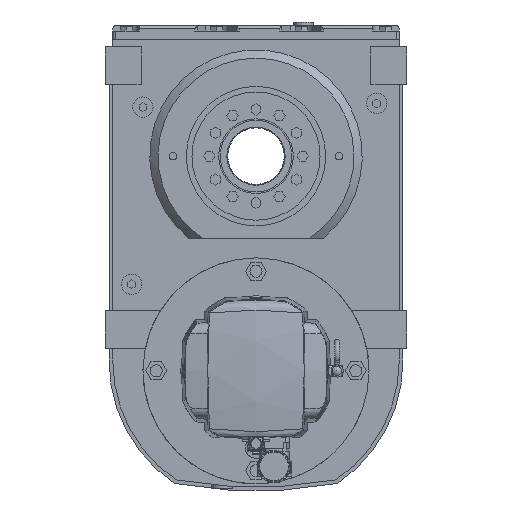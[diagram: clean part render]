
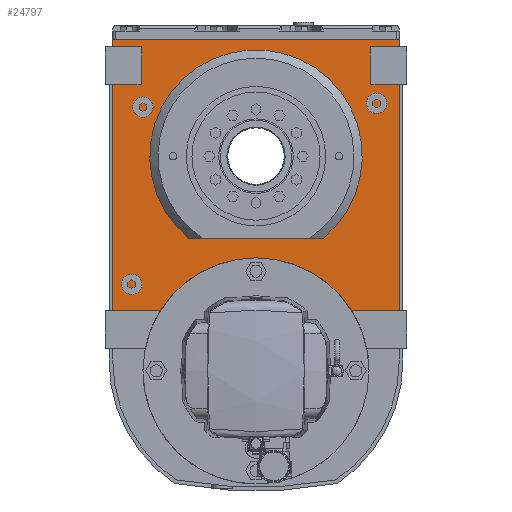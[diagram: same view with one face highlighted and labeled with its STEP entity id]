
A CAD part, left-side view. The second image highlights one B-rep face of the part: STEP entity #24797.
In plain terms, the highlighted planar face has unit normal (-1, 0, 0).
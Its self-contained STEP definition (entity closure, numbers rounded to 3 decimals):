
#1099=FACE_BOUND('',#4101,.T.);
#1584=PLANE('',#26630);
#2564=FACE_OUTER_BOUND('',#4100,.T.);
#4100=EDGE_LOOP('',(#19281,#19282,#19283,#19284,#19285,#19286,#19287,#19288,
#19289,#19290,#19291,#19292,#19293,#19294));
#4101=EDGE_LOOP('',(#19295,#19296));
#6150=LINE('',#38745,#8241);
#6172=LINE('',#38788,#8263);
#6173=LINE('',#38790,#8264);
#6174=LINE('',#38792,#8265);
#6175=LINE('',#38794,#8266);
#6176=LINE('',#38796,#8267);
#6177=LINE('',#38798,#8268);
#6178=LINE('',#38800,#8269);
#6179=LINE('',#38802,#8270);
#6180=LINE('',#38804,#8271);
#6181=LINE('',#38806,#8272);
#6182=LINE('',#38807,#8273);
#6183=LINE('',#38808,#8274);
#6184=LINE('',#38809,#8275);
#8241=VECTOR('',#30971,0.2);
#8263=VECTOR('',#31001,0.2);
#8264=VECTOR('',#31002,0.2);
#8265=VECTOR('',#31003,0.2);
#8266=VECTOR('',#31004,0.2);
#8267=VECTOR('',#31005,0.2);
#8268=VECTOR('',#31006,0.2);
#8269=VECTOR('',#31007,0.2);
#8270=VECTOR('',#31008,0.2);
#8271=VECTOR('',#31009,0.2);
#8272=VECTOR('',#31010,0.2);
#8273=VECTOR('',#31011,0.2);
#8274=VECTOR('',#31012,0.2);
#8275=VECTOR('',#31013,0.2);
#9480=CIRCLE('',#26566,30.);
#9486=CIRCLE('',#26574,28.2);
#11113=VERTEX_POINT('',#38490);
#11114=VERTEX_POINT('',#38492);
#11123=VERTEX_POINT('',#38514);
#11124=VERTEX_POINT('',#38518);
#11219=VERTEX_POINT('',#38744);
#11235=VERTEX_POINT('',#38786);
#11236=VERTEX_POINT('',#38787);
#11237=VERTEX_POINT('',#38789);
#11238=VERTEX_POINT('',#38791);
#11239=VERTEX_POINT('',#38793);
#11240=VERTEX_POINT('',#38795);
#11241=VERTEX_POINT('',#38797);
#11242=VERTEX_POINT('',#38799);
#11243=VERTEX_POINT('',#38801);
#11244=VERTEX_POINT('',#38803);
#11245=VERTEX_POINT('',#38805);
#14034=EDGE_CURVE('',#11114,#11113,#9480,.T.);
#14046=EDGE_CURVE('',#11123,#11124,#9486,.T.);
#14151=EDGE_CURVE('',#11219,#11113,#6150,.F.);
#14173=EDGE_CURVE('',#11235,#11236,#6172,.T.);
#14174=EDGE_CURVE('',#11237,#11236,#6173,.T.);
#14175=EDGE_CURVE('',#11237,#11238,#6174,.T.);
#14176=EDGE_CURVE('',#11239,#11238,#6175,.T.);
#14177=EDGE_CURVE('',#11240,#11239,#6176,.T.);
#14178=EDGE_CURVE('',#11241,#11240,#6177,.T.);
#14179=EDGE_CURVE('',#11241,#11242,#6178,.T.);
#14180=EDGE_CURVE('',#11242,#11243,#6179,.F.);
#14181=EDGE_CURVE('',#11243,#11244,#6180,.T.);
#14182=EDGE_CURVE('',#11245,#11244,#6181,.T.);
#14183=EDGE_CURVE('',#11114,#11245,#6182,.T.);
#14184=EDGE_CURVE('',#11235,#11219,#6183,.T.);
#14185=EDGE_CURVE('',#11123,#11124,#6184,.T.);
#19281=ORIENTED_EDGE('',*,*,#14173,.T.);
#19282=ORIENTED_EDGE('',*,*,#14174,.F.);
#19283=ORIENTED_EDGE('',*,*,#14175,.T.);
#19284=ORIENTED_EDGE('',*,*,#14176,.F.);
#19285=ORIENTED_EDGE('',*,*,#14177,.F.);
#19286=ORIENTED_EDGE('',*,*,#14178,.F.);
#19287=ORIENTED_EDGE('',*,*,#14179,.T.);
#19288=ORIENTED_EDGE('',*,*,#14180,.T.);
#19289=ORIENTED_EDGE('',*,*,#14181,.T.);
#19290=ORIENTED_EDGE('',*,*,#14182,.F.);
#19291=ORIENTED_EDGE('',*,*,#14183,.F.);
#19292=ORIENTED_EDGE('',*,*,#14034,.T.);
#19293=ORIENTED_EDGE('',*,*,#14151,.F.);
#19294=ORIENTED_EDGE('',*,*,#14184,.F.);
#19295=ORIENTED_EDGE('',*,*,#14185,.T.);
#19296=ORIENTED_EDGE('',*,*,#14046,.F.);
#24797=ADVANCED_FACE('',(#2564,#1099),#1584,.F.);
#26566=AXIS2_PLACEMENT_3D('',#38493,#30785,#30786);
#26574=AXIS2_PLACEMENT_3D('',#38519,#30806,#30807);
#26630=AXIS2_PLACEMENT_3D('',#38785,#30999,#31000);
#30785=DIRECTION('center_axis',(1.,0.,0.));
#30786=DIRECTION('ref_axis',(0.,1.,0.));
#30806=DIRECTION('center_axis',(-1.,0.,0.));
#30807=DIRECTION('ref_axis',(0.,-1.,0.));
#30971=DIRECTION('',(0.,-1.,0.));
#30999=DIRECTION('center_axis',(1.,0.,0.));
#31000=DIRECTION('ref_axis',(0.,-1.,0.));
#31001=DIRECTION('',(0.,1.,0.));
#31002=DIRECTION('',(0.,0.,-1.));
#31003=DIRECTION('',(0.,-1.,0.));
#31004=DIRECTION('',(0.,0.,-1.));
#31005=DIRECTION('',(0.,-1.,0.));
#31006=DIRECTION('',(0.,0.,1.));
#31007=DIRECTION('',(0.,-1.,0.));
#31008=DIRECTION('',(0.,0.,1.));
#31009=DIRECTION('',(0.,1.,0.));
#31010=DIRECTION('',(0.,0.,1.));
#31011=DIRECTION('',(0.,1.,0.));
#31012=DIRECTION('',(0.,0.,-1.));
#31013=DIRECTION('',(0.,1.,0.));
#38490=CARTESIAN_POINT('',(-53.4,-25.372,-41.));
#38492=CARTESIAN_POINT('',(-53.4,25.372,-41.));
#38493=CARTESIAN_POINT('Origin',(-53.4,0.,-57.008));
#38514=CARTESIAN_POINT('',(-53.4,-17.889,-21.8));
#38518=CARTESIAN_POINT('',(-53.4,17.889,-21.8));
#38519=CARTESIAN_POINT('Origin',(-53.4,0.,0.));
#38744=CARTESIAN_POINT('',(-53.4,-38.,-41.));
#38745=CARTESIAN_POINT('',(-53.4,20.,-41.));
#38785=CARTESIAN_POINT('Origin',(-53.4,0.,0.));
#38786=CARTESIAN_POINT('',(-53.4,-38.,19.));
#38787=CARTESIAN_POINT('',(-53.4,-30.5,19.));
#38788=CARTESIAN_POINT('',(-53.4,20.,19.));
#38789=CARTESIAN_POINT('',(-53.4,-30.5,29.));
#38790=CARTESIAN_POINT('',(-53.4,-30.5,15.5));
#38791=CARTESIAN_POINT('',(-53.4,-38.,29.));
#38792=CARTESIAN_POINT('',(-53.4,0.,29.));
#38793=CARTESIAN_POINT('',(-53.4,-38.,31.));
#38794=CARTESIAN_POINT('',(-53.4,-38.,15.5));
#38795=CARTESIAN_POINT('',(-53.4,38.,31.));
#38796=CARTESIAN_POINT('',(-53.4,19.,31.));
#38797=CARTESIAN_POINT('',(-53.4,38.,29.));
#38798=CARTESIAN_POINT('',(-53.4,38.,15.5));
#38799=CARTESIAN_POINT('',(-53.4,30.5,29.));
#38800=CARTESIAN_POINT('',(-53.4,0.,29.));
#38801=CARTESIAN_POINT('',(-53.4,30.5,19.));
#38802=CARTESIAN_POINT('',(-53.4,30.5,15.5));
#38803=CARTESIAN_POINT('',(-53.4,38.,19.));
#38804=CARTESIAN_POINT('',(-53.4,20.,19.));
#38805=CARTESIAN_POINT('',(-53.4,38.,-41.));
#38806=CARTESIAN_POINT('',(-53.4,38.,15.5));
#38807=CARTESIAN_POINT('',(-53.4,20.,-41.));
#38808=CARTESIAN_POINT('',(-53.4,-38.,15.5));
#38809=CARTESIAN_POINT('',(-53.4,20.,-21.8));
